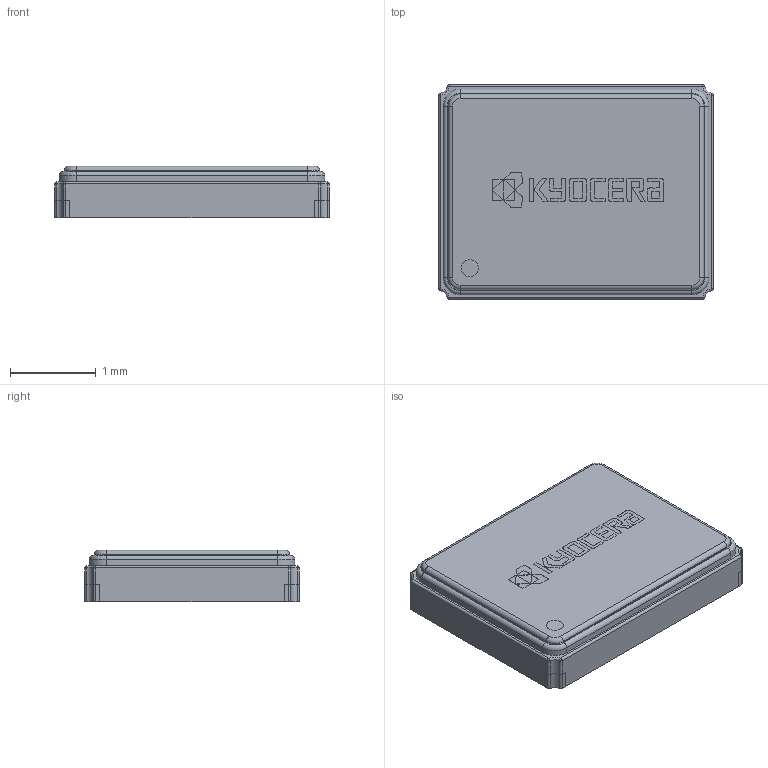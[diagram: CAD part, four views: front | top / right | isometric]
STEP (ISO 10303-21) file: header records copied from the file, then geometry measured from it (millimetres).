
FILE_DESCRIPTION (( 'STEP AP214' ), '1' );
FILE_NAME ('CX3225SB25000D0FFFCC.STEP', '2022-10-26T08:49:40', ( '' ), ( '' ), 'SwSTEP 2.0', 'SolidWorks 2022', '' );
FILE_SCHEMA (( 'AUTOMOTIVE_DESIGN' ));
Length unit declared in the file: millimetre
Products named in the file (3): CX3225SB25000D0FFFCC; CX3225SB25000D0FFFCC_Pin 1 Chamfer; Kyocera Logo
Assembly tree (2 placements, depth 2):
  CX3225SB25000D0FFFCC
    CX3225SB25000D0FFFCC_Pin 1 Chamfer
    Kyocera Logo
Bounding box: 3.2 x 2.5 x 0.6 mm (x, y, z)
Volume: 4.6 mm3; surface area: 61.2 mm2
Topology: 19 solids, 19 shells, 333 faces, 846 edges, 548 vertices
Faces by surface type: plane 151, bspline 98, cylinder 64, torus 12, sphere 8
Entity records: 11029 total; most frequent: CARTESIAN_POINT 3002, ORIENTED_EDGE 1684, DIRECTION 1274, EDGE_CURVE 842, VERTEX_POINT 548, LINE 498, VECTOR 498, AXIS2_PLACEMENT_3D 388
